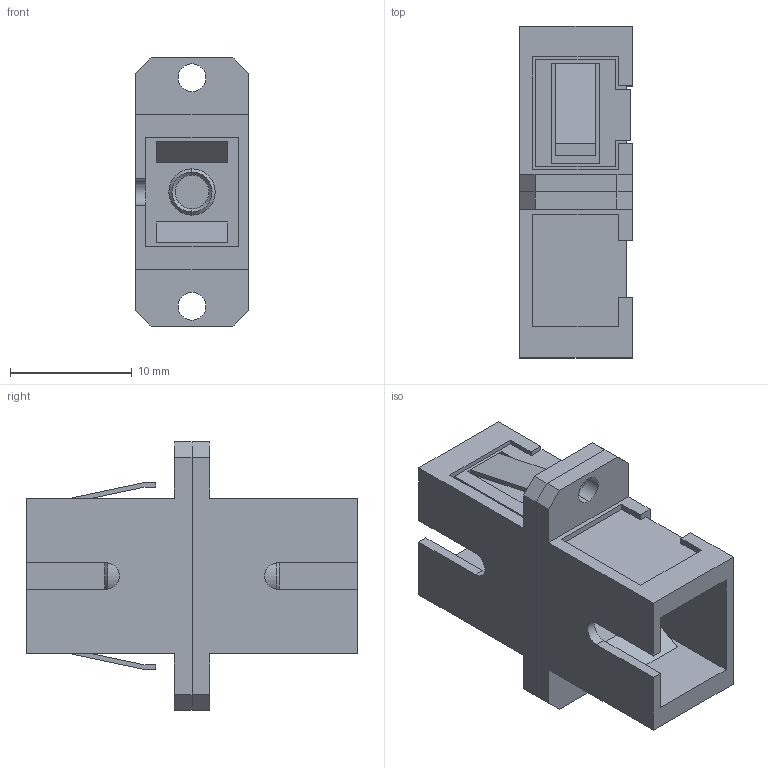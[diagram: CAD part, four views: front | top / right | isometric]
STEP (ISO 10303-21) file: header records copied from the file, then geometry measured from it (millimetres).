
FILE_DESCRIPTION (( 'STEP AP214' ), '1' );
FILE_NAME ('FOA-SCSM1-PC0F_3D.STEP', '2021-08-13T16:59:40', ( '' ), ( '' ), 'SwSTEP 2.0', 'SolidWorks 2021', '' );
FILE_SCHEMA (( 'AUTOMOTIVE_DESIGN' ));
Length unit declared in the file: inch
Products named in the file (2): FOA-SCSM1-PC0F; FOA-SCSM1-PC0F_3D
Assembly tree (1 placements, depth 2):
  FOA-SCSM1-PC0F_3D
    FOA-SCSM1-PC0F
Bounding box: 9.28 x 27.28 x 22.05 mm (x, y, z)
Volume: 1724.2 mm3; surface area: 3638.7 mm2
Topology: 2 solids, 2 shells, 170 faces, 452 edges, 292 vertices
Faces by surface type: plane 144, cylinder 18, cone 8
Entity records: 7466 total; most frequent: CARTESIAN_POINT 918, ORIENTED_EDGE 904, DIRECTION 836, EDGE_CURVE 452, LINE 416, VECTOR 416, VERTEX_POINT 292, AXIS2_PLACEMENT_3D 210
